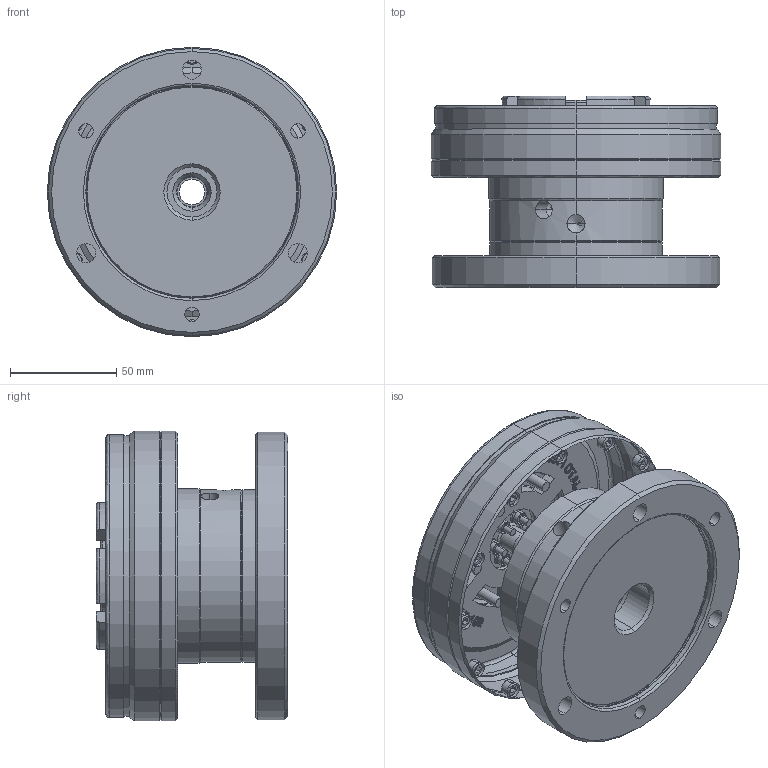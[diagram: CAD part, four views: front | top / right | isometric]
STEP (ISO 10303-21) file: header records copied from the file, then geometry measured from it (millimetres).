
FILE_DESCRIPTION (( 'STEP AP214' ), '1' );
FILE_NAME ('JAP-105.STEP', '2020-04-29T03:55:52', ( 'COSH' ), ( '' ), 'SwSTEP 2.0', 'SolidWorks 2016', '' );
FILE_SCHEMA (( 'AUTOMOTIVE_DESIGN' ));
Length unit declared in the file: millimetre
Products named in the file (1): JAP-105
Bounding box: 136 x 90 x 136 mm (x, y, z)
Volume: 819886.1 mm3; surface area: 93238 mm2
Topology: 1 solids, 7 shells, 1456 faces, 3696 edges, 2429 vertices
Faces by surface type: plane 773, bspline 398, cylinder 194, cone 91
Entity records: 72129 total; most frequent: CARTESIAN_POINT 28105, ORIENTED_EDGE 7380, DIRECTION 5504, EDGE_CURVE 3690, VERTEX_POINT 2427, LINE 2368, VECTOR 2368, EDGE_LOOP 1649
